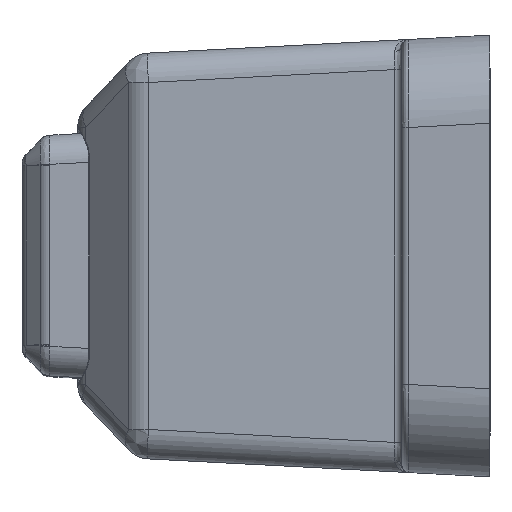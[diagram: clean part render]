
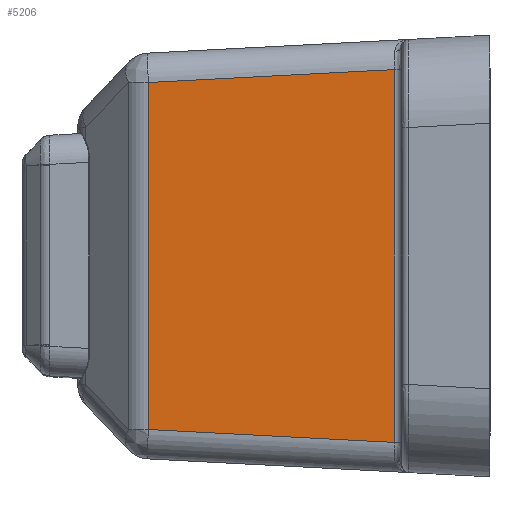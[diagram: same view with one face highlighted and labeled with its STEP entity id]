
A CAD part, left-side view. The second image highlights one B-rep face of the part: STEP entity #5206.
In plain terms, the highlighted face is planar.
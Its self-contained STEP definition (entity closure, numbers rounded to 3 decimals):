
#1307 = VECTOR ( 'NONE', #20392, 1000. ) ;
#1604 = CARTESIAN_POINT ( 'NONE',  ( -6.332, 3.237, 11.064 ) ) ;
#2347 = EDGE_CURVE ( 'NONE', #25018, #11518, #9952, .T. ) ;
#2584 = CARTESIAN_POINT ( 'NONE',  ( -7.5, 3.015, 11.076 ) ) ;
#3016 = CARTESIAN_POINT ( 'NONE',  ( -3.75, 3.237, 11.064 ) ) ;
#3498 = VECTOR ( 'NONE', #4483, 1000. ) ;
#4178 = ORIENTED_EDGE ( 'NONE', *, *, #20118, .F. ) ;
#4483 = DIRECTION ( 'NONE',  ( 0.052, -0.997, 0.052 ) ) ;
#5206 = ADVANCED_FACE ( 'NONE', ( #14472 ), #15175, .T. ) ;
#6543 = LINE ( 'NONE', #3016, #9251 ) ;
#6961 = ORIENTED_EDGE ( 'NONE', *, *, #2347, .T. ) ;
#7386 = LINE ( 'NONE', #21414, #3498 ) ;
#9251 = VECTOR ( 'NONE', #10700, 1000. ) ;
#9330 = EDGE_CURVE ( 'NONE', #10728, #30651, #6543, .T. ) ;
#9952 = LINE ( 'NONE', #17371, #24619 ) ;
#10148 = CARTESIAN_POINT ( 'NONE',  ( 5.893, 11.604, 10.626 ) ) ;
#10700 = DIRECTION ( 'NONE',  ( 1., 0., 0. ) ) ;
#10728 = VERTEX_POINT ( 'NONE', #1604 ) ;
#11518 = VERTEX_POINT ( 'NONE', #18000 ) ;
#13199 = AXIS2_PLACEMENT_3D ( 'NONE', #2584, #24843, #27351 ) ;
#14472 = FACE_OUTER_BOUND ( 'NONE', #31282, .T. ) ;
#15175 = PLANE ( 'NONE',  #13199 ) ;
#17371 = CARTESIAN_POINT ( 'NONE',  ( -7.5, 11.604, 10.626 ) ) ;
#17492 = CARTESIAN_POINT ( 'NONE',  ( -6.379, 2.344, 11.111 ) ) ;
#18000 = CARTESIAN_POINT ( 'NONE',  ( -5.893, 11.604, 10.626 ) ) ;
#20118 = EDGE_CURVE ( 'NONE', #25018, #30651, #7386, .T. ) ;
#20392 = DIRECTION ( 'NONE',  ( 0.052, 0.997, -0.052 ) ) ;
#21414 = CARTESIAN_POINT ( 'NONE',  ( 6.421, 1.536, 11.153 ) ) ;
#24060 = EDGE_CURVE ( 'NONE', #10728, #11518, #26101, .T. ) ;
#24619 = VECTOR ( 'NONE', #29689, 1000. ) ;
#24731 = ORIENTED_EDGE ( 'NONE', *, *, #24060, .F. ) ;
#24843 = DIRECTION ( 'NONE',  ( 0., 0.052, 0.999 ) ) ;
#25018 = VERTEX_POINT ( 'NONE', #10148 ) ;
#26101 = LINE ( 'NONE', #17492, #1307 ) ;
#27351 = DIRECTION ( 'NONE',  ( 0., -0.999, 0.052 ) ) ;
#28101 = ORIENTED_EDGE ( 'NONE', *, *, #9330, .T. ) ;
#29689 = DIRECTION ( 'NONE',  ( -1., 0., 0. ) ) ;
#30651 = VERTEX_POINT ( 'NONE', #31333 ) ;
#31282 = EDGE_LOOP ( 'NONE', ( #6961, #24731, #28101, #4178 ) ) ;
#31333 = CARTESIAN_POINT ( 'NONE',  ( 6.332, 3.237, 11.064 ) ) ;
